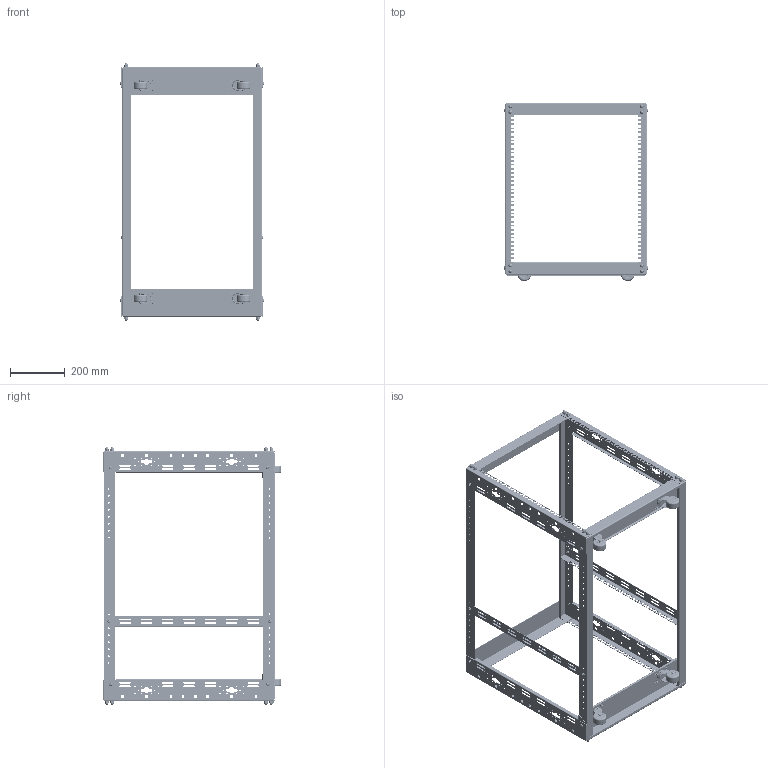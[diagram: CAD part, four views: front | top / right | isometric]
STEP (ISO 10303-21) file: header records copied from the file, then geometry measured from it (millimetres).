
FILE_DESCRIPTION (( 'STEP AP214' ), '1' );
FILE_NAME ('Tripp Lite SR12UBEXPNDKD.STEP', '2018-04-30T18:53:12', ( '' ), ( '' ), 'SwSTEP 2.0', 'SolidWorks 2015', '' );
FILE_SCHEMA (( 'AUTOMOTIVE_DESIGN' ));
Length unit declared in the file: millimetre
Products named in the file (12): 103418-A 20150810 VERTICAL MOUNTING RAIL_LS 12U; 820594 REV B; 300977_300977; 103411-A 20150810 BASE CASTER BRACKET; Nameplate; M8 X 15MM ACORN NUT (MMC 91880A050)_91880A050; 103417-A 20150810 Side Bracket; 103421-A 20150810 Caster Bracket Assembly; 20150303-133100-19763714 FH-M6-12ZI; Tripp Lite SR12UBEXPNDKD; 103412-A 20150810 UPPER CROSS BRACKET; 103419-A 20150810 ADJUSTABLE SIDE SUPPORT MOUNTING RAIL_12U
Assembly tree (54 placements, depth 3):
  Tripp Lite SR12UBEXPNDKD
    103421-A 20150810 Caster Bracket Assembly  x2
      20150303-133100-19763714 FH-M6-12ZI
      103411-A 20150810 BASE CASTER BRACKET
      820594 REV B
    103412-A 20150810 UPPER CROSS BRACKET  x2
    103418-A 20150810 VERTICAL MOUNTING RAIL_LS 12U  x4
    103417-A 20150810 Side Bracket  x4
    103419-A 20150810 ADJUSTABLE SIDE SUPPORT MOUNTING RAIL_12U  x2
    300977_300977  x12
    Nameplate
    M8 X 15MM ACORN NUT (MMC 91880A050)_91880A050  x16
Bounding box: 526.6 x 650.4 x 943 mm (x, y, z)
Volume: 1891062.5 mm3; surface area: 2079718.8 mm2
Topology: 91 solids, 91 shells, 6078 faces, 16068 edges, 10256 vertices
Faces by surface type: cylinder 2640, plane 2210, cone 772, torus 340, bspline 84, sphere 32
Entity records: 45817 total; most frequent: CARTESIAN_POINT 9845, DIRECTION 6990, ORIENTED_EDGE 6862, EDGE_CURVE 3431, AXIS2_PLACEMENT_3D 2458, VERTEX_POINT 2209, LINE 2074, VECTOR 2074
